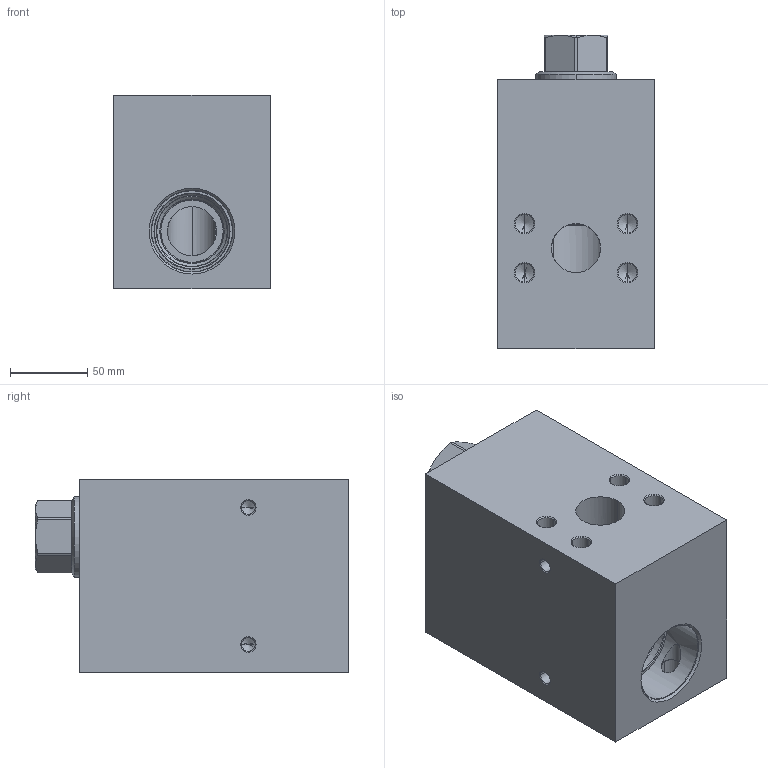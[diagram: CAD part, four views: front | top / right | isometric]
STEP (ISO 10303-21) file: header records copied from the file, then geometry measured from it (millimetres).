
FILE_DESCRIPTION((''),'2;1');
FILE_NAME('K25_ASM','2023-11-07T',('ProEService'),(''),'PRO/ENGINEER BY PARAMETRIC TECHNOLOGY CORPORATION, 2014200','PRO/ENGINEER BY PARAMETRIC TECHNOLOGY CORPORATION, 2014200','');
FILE_SCHEMA(('CONFIG_CONTROL_DESIGN'));
Length unit declared in the file: inch
Products named in the file (3): 151-931-001; CXIDXCN; K25_ASM
Assembly tree (2 placements, depth 2):
  K25_ASM
    151-931-001
    CXIDXCN
Bounding box: 101.6 x 203.2 x 125.43 mm (x, y, z)
Volume: 1883050.7 mm3; surface area: 183318.4 mm2
Topology: 4 solids, 5 shells, 325 faces, 1004 edges, 790 vertices
Faces by surface type: cylinder 134, cone 95, plane 60, torus 26, revolution 8, sphere 2
Entity records: 12613 total; most frequent: CARTESIAN_POINT 3775, DIRECTION 1912, ORIENTED_EDGE 1534, EDGE_CURVE 767, AXIS2_PLACEMENT_3D 699, VECTOR 506, LINE 506, VERTEX_POINT 473
